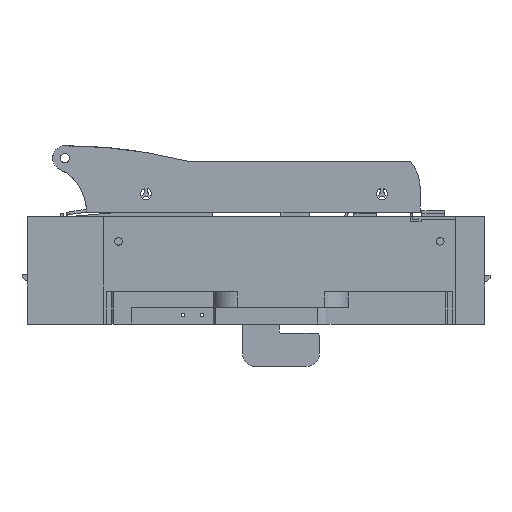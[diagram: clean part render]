
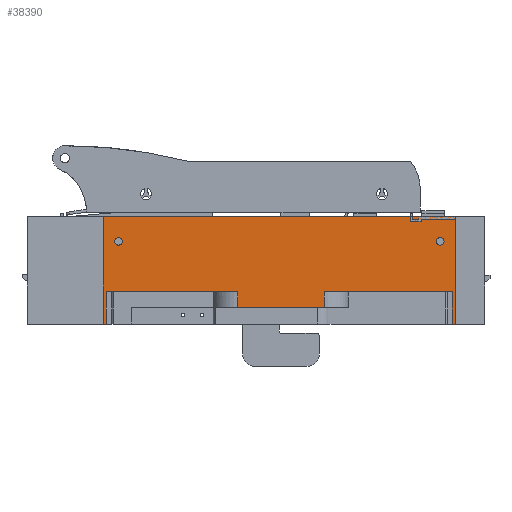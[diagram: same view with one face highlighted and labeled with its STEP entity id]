
A CAD part, front view. The second image highlights one B-rep face of the part: STEP entity #38390.
In plain terms, the highlighted face is planar.
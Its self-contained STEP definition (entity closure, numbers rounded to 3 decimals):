
#29334=DIRECTION('',(0.,0.,-1.));
#29335=VECTOR('',#29334,70.);
#29336=CARTESIAN_POINT('',(115.,34.25,70.));
#29337=LINE('',#29336,#29335);
#29432=DIRECTION('',(1.,0.,0.));
#29433=VECTOR('',#29432,230.);
#29434=CARTESIAN_POINT('',(-115.,34.25,70.));
#29435=LINE('',#29434,#29433);
#30660=DIRECTION('',(0.,0.,1.));
#30661=VECTOR('',#30660,70.);
#30662=CARTESIAN_POINT('',(-115.,34.25,0.));
#30663=LINE('',#30662,#30661);
#31385=DIRECTION('',(-1.,0.,0.));
#31386=VECTOR('',#31385,83.75);
#31387=CARTESIAN_POINT('',(-29.25,34.25,21.));
#31388=LINE('',#31387,#31386);
#31413=DIRECTION('',(0.,0.,1.));
#31414=VECTOR('',#31413,10.);
#31415=CARTESIAN_POINT('',(-29.25,34.25,11.));
#31416=LINE('',#31415,#31414);
#31427=DIRECTION('',(1.,0.,0.));
#31428=VECTOR('',#31427,2.);
#31429=CARTESIAN_POINT('',(113.,34.25,0.));
#31430=LINE('',#31429,#31428);
#31434=DIRECTION('',(1.,0.,0.));
#31435=VECTOR('',#31434,2.);
#31436=CARTESIAN_POINT('',(-115.,34.25,0.));
#31437=LINE('',#31436,#31435);
#31441=CARTESIAN_POINT('',(-105.,34.25,54.));
#31442=DIRECTION('',(0.,1.,0.));
#31443=DIRECTION('',(0.,0.,-1.));
#31444=AXIS2_PLACEMENT_3D('',#31441,#31442,#31443);
#31449=CARTESIAN_POINT('',(-105.,34.25,54.));
#31450=DIRECTION('',(0.,1.,0.));
#31451=DIRECTION('',(0.,0.,1.));
#31452=AXIS2_PLACEMENT_3D('',#31449,#31450,#31451);
#31457=CARTESIAN_POINT('',(105.,34.25,54.));
#31458=DIRECTION('',(0.,1.,0.));
#31459=DIRECTION('',(0.,0.,-1.));
#31460=AXIS2_PLACEMENT_3D('',#31457,#31458,#31459);
#31465=CARTESIAN_POINT('',(105.,34.25,54.));
#31466=DIRECTION('',(0.,1.,0.));
#31467=DIRECTION('',(0.,0.,1.));
#31468=AXIS2_PLACEMENT_3D('',#31465,#31466,#31467);
#31473=DIRECTION('',(0.,0.,-1.));
#31474=VECTOR('',#31473,10.);
#31475=CARTESIAN_POINT('',(27.25,34.25,21.));
#31476=LINE('',#31475,#31474);
#31530=DIRECTION('',(-1.,0.,0.));
#31531=VECTOR('',#31530,85.75);
#31532=CARTESIAN_POINT('',(113.,34.25,21.));
#31533=LINE('',#31532,#31531);
#32180=DIRECTION('',(0.,0.,1.));
#32181=VECTOR('',#32180,21.);
#32182=CARTESIAN_POINT('',(113.,34.25,0.));
#32183=LINE('',#32182,#32181);
#32321=DIRECTION('',(-1.,0.,0.));
#32322=VECTOR('',#32321,56.5);
#32323=CARTESIAN_POINT('',(27.25,34.25,11.));
#32324=LINE('',#32323,#32322);
#32450=DIRECTION('',(0.,0.,-1.));
#32451=VECTOR('',#32450,21.);
#32452=CARTESIAN_POINT('',(-113.,34.25,21.));
#32453=LINE('',#32452,#32451);
#33762=CARTESIAN_POINT('',(115.,34.25,0.));
#33763=VERTEX_POINT('',#33762);
#33764=CARTESIAN_POINT('',(113.,34.25,0.));
#33765=VERTEX_POINT('',#33764);
#33794=CARTESIAN_POINT('',(-113.,34.25,0.));
#33795=VERTEX_POINT('',#33794);
#33796=CARTESIAN_POINT('',(-115.,34.25,0.));
#33797=VERTEX_POINT('',#33796);
#34039=CARTESIAN_POINT('',(115.,34.25,70.));
#34041=VERTEX_POINT('',#34039);
#34052=CARTESIAN_POINT('',(-115.,34.25,70.));
#34053=VERTEX_POINT('',#34052);
#34395=CARTESIAN_POINT('',(-29.25,34.25,21.));
#34397=VERTEX_POINT('',#34395);
#34398=CARTESIAN_POINT('',(-113.,34.25,21.));
#34399=VERTEX_POINT('',#34398);
#34412=CARTESIAN_POINT('',(-29.25,34.25,11.));
#34413=VERTEX_POINT('',#34412);
#34416=CARTESIAN_POINT('',(27.25,34.25,21.));
#34417=CARTESIAN_POINT('',(27.25,34.25,11.));
#34418=VERTEX_POINT('',#34416);
#34419=VERTEX_POINT('',#34417);
#34420=CARTESIAN_POINT('',(113.,34.25,21.));
#34421=VERTEX_POINT('',#34420);
#34422=CARTESIAN_POINT('',(-105.,34.25,51.5));
#34423=CARTESIAN_POINT('',(-105.,34.25,56.5));
#34424=VERTEX_POINT('',#34422);
#34425=VERTEX_POINT('',#34423);
#34426=CARTESIAN_POINT('',(105.,34.25,51.5));
#34427=CARTESIAN_POINT('',(105.,34.25,56.5));
#34428=VERTEX_POINT('',#34426);
#34429=VERTEX_POINT('',#34427);
#38354=CARTESIAN_POINT('',(0.,34.25,0.));
#38355=DIRECTION('',(0.,1.,0.));
#38356=DIRECTION('',(0.,0.,1.));
#38357=AXIS2_PLACEMENT_3D('',#38354,#38355,#38356);
#38358=PLANE('',#38357);
#38360=ORIENTED_EDGE('',*,*,#38359,.F.);
#38362=ORIENTED_EDGE('',*,*,#38361,.F.);
#38364=ORIENTED_EDGE('',*,*,#38363,.F.);
#38365=ORIENTED_EDGE('',*,*,#35418,.T.);
#38366=ORIENTED_EDGE('',*,*,#36307,.F.);
#38367=ORIENTED_EDGE('',*,*,#36352,.F.);
#38368=ORIENTED_EDGE('',*,*,#37471,.F.);
#38369=ORIENTED_EDGE('',*,*,#35450,.T.);
#38371=ORIENTED_EDGE('',*,*,#38370,.F.);
#38372=ORIENTED_EDGE('',*,*,#38296,.F.);
#38373=ORIENTED_EDGE('',*,*,#38337,.F.);
#38375=ORIENTED_EDGE('',*,*,#38374,.F.);
#38376=EDGE_LOOP('',(#38360,#38362,#38364,#38365,#38366,#38367,#38368,#38369,
#38371,#38372,#38373,#38375));
#38377=FACE_OUTER_BOUND('',#38376,.F.);
#38379=ORIENTED_EDGE('',*,*,#38378,.T.);
#38381=ORIENTED_EDGE('',*,*,#38380,.T.);
#38382=EDGE_LOOP('',(#38379,#38381));
#38383=FACE_BOUND('',#38382,.F.);
#38385=ORIENTED_EDGE('',*,*,#38384,.T.);
#38387=ORIENTED_EDGE('',*,*,#38386,.T.);
#38388=EDGE_LOOP('',(#38385,#38387));
#38389=FACE_BOUND('',#38388,.F.);
#31445=CIRCLE('',#31444,2.5);
#31453=CIRCLE('',#31452,2.5);
#31461=CIRCLE('',#31460,2.5);
#31469=CIRCLE('',#31468,2.5);
#35418=EDGE_CURVE('',#33765,#33763,#31430,.T.);
#35450=EDGE_CURVE('',#33797,#33795,#31437,.T.);
#36307=EDGE_CURVE('',#34041,#33763,#29337,.T.);
#36352=EDGE_CURVE('',#34053,#34041,#29435,.T.);
#37471=EDGE_CURVE('',#33797,#34053,#30663,.T.);
#38296=EDGE_CURVE('',#34397,#34399,#31388,.T.);
#38337=EDGE_CURVE('',#34413,#34397,#31416,.T.);
#38359=EDGE_CURVE('',#34418,#34419,#31476,.T.);
#38361=EDGE_CURVE('',#34421,#34418,#31533,.T.);
#38363=EDGE_CURVE('',#33765,#34421,#32183,.T.);
#38370=EDGE_CURVE('',#34399,#33795,#32453,.T.);
#38374=EDGE_CURVE('',#34419,#34413,#32324,.T.);
#38378=EDGE_CURVE('',#34424,#34425,#31445,.T.);
#38380=EDGE_CURVE('',#34425,#34424,#31453,.T.);
#38384=EDGE_CURVE('',#34428,#34429,#31461,.T.);
#38386=EDGE_CURVE('',#34429,#34428,#31469,.T.);
#38390=ADVANCED_FACE('',(#38377,#38383,#38389),#38358,.T.);
